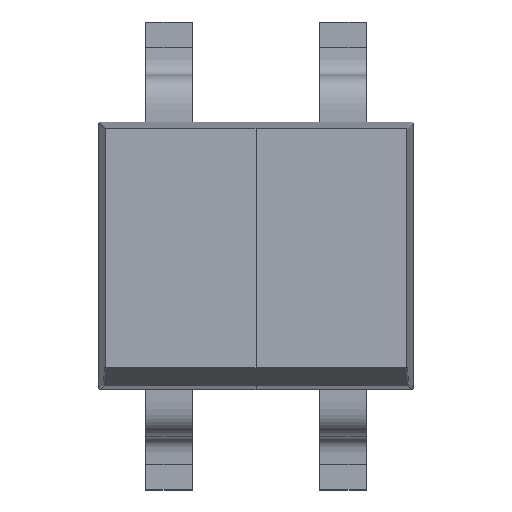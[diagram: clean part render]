
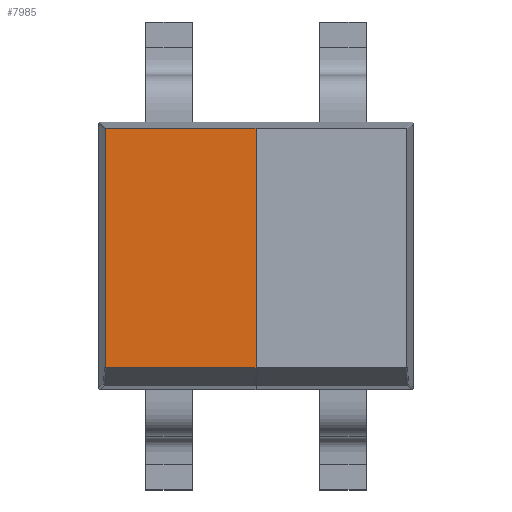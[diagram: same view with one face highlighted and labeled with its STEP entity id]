
A CAD part, top view. The second image highlights one B-rep face of the part: STEP entity #7985.
In plain terms, the highlighted planar face has unit normal (0, 0, 1).
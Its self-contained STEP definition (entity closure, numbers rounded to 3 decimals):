
#7985 = ADVANCED_FACE('',(#7986),#8000,.T.);
#7986 = FACE_BOUND('',#7987,.T.);
#7987 = EDGE_LOOP('',(#7988,#8011,#8035,#8051,#8067,#8083));
#7988 = ORIENTED_EDGE('',*,*,#7989,.T.);
#7989 = EDGE_CURVE('',#7990,#7992,#7994,.T.);
#7990 = VERTEX_POINT('',#7991);
#7991 = CARTESIAN_POINT('',(-2.255,1.876,
    2.5));
#7992 = VERTEX_POINT('',#7993);
#7993 = CARTESIAN_POINT('',(-2.255,-1.645,
    2.5));
#7994 = SURFACE_CURVE('',#7995,(#7999),.PCURVE_S1.);
#7995 = LINE('',#7996,#7997);
#7996 = CARTESIAN_POINT('',(-2.255,1.876,
    2.5));
#7997 = VECTOR('',#7998,1.);
#7998 = DIRECTION('',(0.,-1.,0.));
#7999 = PCURVE('',#8000,#8005);
#8000 = PLANE('',#8001);
#8001 = AXIS2_PLACEMENT_3D('',#8002,#8003,#8004);
#8002 = CARTESIAN_POINT('',(-1.128,1.905,
    2.5));
#8003 = DIRECTION('',(0.,0.,1.));
#8004 = DIRECTION('',(1.,0.,0.));
#8005 = DEFINITIONAL_REPRESENTATION('',(#8006),#8010);
#8006 = LINE('',#8007,#8008);
#8007 = CARTESIAN_POINT('',(-1.128,-0.029));
#8008 = VECTOR('',#8009,1.);
#8009 = DIRECTION('',(0.,-1.));
#8010 = ( GEOMETRIC_REPRESENTATION_CONTEXT(2) 
PARAMETRIC_REPRESENTATION_CONTEXT() REPRESENTATION_CONTEXT('2D SPACE',''
  ) );
#8011 = ORIENTED_EDGE('',*,*,#8012,.T.);
#8012 = EDGE_CURVE('',#7992,#8013,#8015,.T.);
#8013 = VERTEX_POINT('',#8014);
#8014 = CARTESIAN_POINT('',(-2.227,-1.679,
    2.5));
#8015 = SURFACE_CURVE('',#8016,(#8024),.PCURVE_S1.);
#8016 = B_SPLINE_CURVE_WITH_KNOTS('',3,(#8017,#8018,#8019,#8020,#8021,
    #8022,#8023),.UNSPECIFIED.,.F.,.F.,(4,3,4),(0.,
    0.003,0.005),.UNSPECIFIED.);
#8017 = CARTESIAN_POINT('',(-2.255,-1.645,
    2.5));
#8018 = CARTESIAN_POINT('',(-2.255,-1.652,
    2.5));
#8019 = CARTESIAN_POINT('',(-2.254,-1.667,
    2.5));
#8020 = CARTESIAN_POINT('',(-2.25,-1.672,
    2.5));
#8021 = CARTESIAN_POINT('',(-2.245,-1.678,
    2.5));
#8022 = CARTESIAN_POINT('',(-2.232,-1.679,
    2.5));
#8023 = CARTESIAN_POINT('',(-2.227,-1.679,
    2.5));
#8024 = PCURVE('',#8000,#8025);
#8025 = DEFINITIONAL_REPRESENTATION('',(#8026),#8034);
#8026 = B_SPLINE_CURVE_WITH_KNOTS('',3,(#8027,#8028,#8029,#8030,#8031,
    #8032,#8033),.UNSPECIFIED.,.F.,.F.,(4,3,4),(0.,
    0.003,0.005),.UNSPECIFIED.);
#8027 = CARTESIAN_POINT('',(-1.128,-3.55));
#8028 = CARTESIAN_POINT('',(-1.128,-3.557));
#8029 = CARTESIAN_POINT('',(-1.127,-3.572));
#8030 = CARTESIAN_POINT('',(-1.122,-3.578));
#8031 = CARTESIAN_POINT('',(-1.118,-3.583));
#8032 = CARTESIAN_POINT('',(-1.104,-3.584));
#8033 = CARTESIAN_POINT('',(-1.099,-3.584));
#8034 = ( GEOMETRIC_REPRESENTATION_CONTEXT(2) 
PARAMETRIC_REPRESENTATION_CONTEXT() REPRESENTATION_CONTEXT('2D SPACE',''
  ) );
#8035 = ORIENTED_EDGE('',*,*,#8036,.T.);
#8036 = EDGE_CURVE('',#8013,#8037,#8039,.T.);
#8037 = VERTEX_POINT('',#8038);
#8038 = CARTESIAN_POINT('',(0.,-1.679,
    2.5));
#8039 = SURFACE_CURVE('',#8040,(#8044),.PCURVE_S1.);
#8040 = LINE('',#8041,#8042);
#8041 = CARTESIAN_POINT('',(-2.227,-1.679,
    2.5));
#8042 = VECTOR('',#8043,1.);
#8043 = DIRECTION('',(1.,0.,0.));
#8044 = PCURVE('',#8000,#8045);
#8045 = DEFINITIONAL_REPRESENTATION('',(#8046),#8050);
#8046 = LINE('',#8047,#8048);
#8047 = CARTESIAN_POINT('',(-1.099,-3.584));
#8048 = VECTOR('',#8049,1.);
#8049 = DIRECTION('',(1.,0.));
#8050 = ( GEOMETRIC_REPRESENTATION_CONTEXT(2) 
PARAMETRIC_REPRESENTATION_CONTEXT() REPRESENTATION_CONTEXT('2D SPACE',''
  ) );
#8051 = ORIENTED_EDGE('',*,*,#8052,.T.);
#8052 = EDGE_CURVE('',#8037,#8053,#8055,.T.);
#8053 = VERTEX_POINT('',#8054);
#8054 = CARTESIAN_POINT('',(0.,1.905,
    2.5));
#8055 = SURFACE_CURVE('',#8056,(#8060),.PCURVE_S1.);
#8056 = LINE('',#8057,#8058);
#8057 = CARTESIAN_POINT('',(0.,-1.679,
    2.5));
#8058 = VECTOR('',#8059,1.);
#8059 = DIRECTION('',(0.,1.,0.));
#8060 = PCURVE('',#8000,#8061);
#8061 = DEFINITIONAL_REPRESENTATION('',(#8062),#8066);
#8062 = LINE('',#8063,#8064);
#8063 = CARTESIAN_POINT('',(1.128,-3.584));
#8064 = VECTOR('',#8065,1.);
#8065 = DIRECTION('',(0.,1.));
#8066 = ( GEOMETRIC_REPRESENTATION_CONTEXT(2) 
PARAMETRIC_REPRESENTATION_CONTEXT() REPRESENTATION_CONTEXT('2D SPACE',''
  ) );
#8067 = ORIENTED_EDGE('',*,*,#8068,.T.);
#8068 = EDGE_CURVE('',#8053,#8069,#8071,.T.);
#8069 = VERTEX_POINT('',#8070);
#8070 = CARTESIAN_POINT('',(-2.226,1.905,2.5)
  );
#8071 = SURFACE_CURVE('',#8072,(#8076),.PCURVE_S1.);
#8072 = LINE('',#8073,#8074);
#8073 = CARTESIAN_POINT('',(0.,1.905,
    2.5));
#8074 = VECTOR('',#8075,1.);
#8075 = DIRECTION('',(-1.,0.,0.));
#8076 = PCURVE('',#8000,#8077);
#8077 = DEFINITIONAL_REPRESENTATION('',(#8078),#8082);
#8078 = LINE('',#8079,#8080);
#8079 = CARTESIAN_POINT('',(1.128,0.));
#8080 = VECTOR('',#8081,1.);
#8081 = DIRECTION('',(-1.,0.));
#8082 = ( GEOMETRIC_REPRESENTATION_CONTEXT(2) 
PARAMETRIC_REPRESENTATION_CONTEXT() REPRESENTATION_CONTEXT('2D SPACE',''
  ) );
#8083 = ORIENTED_EDGE('',*,*,#8084,.T.);
#8084 = EDGE_CURVE('',#8069,#7990,#8085,.T.);
#8085 = SURFACE_CURVE('',#8086,(#8097),.PCURVE_S1.);
#8086 = B_SPLINE_CURVE_WITH_KNOTS('',3,(#8087,#8088,#8089,#8090,#8091,
    #8092,#8093,#8094,#8095,#8096),.UNSPECIFIED.,.F.,.F.,(4,3,3,4),(
    0.,0.002,0.003,0.005),
  .UNSPECIFIED.);
#8087 = CARTESIAN_POINT('',(-2.226,1.905,2.5)
  );
#8088 = CARTESIAN_POINT('',(-2.231,1.905,
    2.5));
#8089 = CARTESIAN_POINT('',(-2.236,1.905,
    2.5));
#8090 = CARTESIAN_POINT('',(-2.241,1.903,
    2.5));
#8091 = CARTESIAN_POINT('',(-2.246,1.902,2.5
    ));
#8092 = CARTESIAN_POINT('',(-2.252,1.898,
    2.5));
#8093 = CARTESIAN_POINT('',(-2.253,1.891,
    2.5));
#8094 = CARTESIAN_POINT('',(-2.255,1.887,
    2.5));
#8095 = CARTESIAN_POINT('',(-2.255,1.881,
    2.5));
#8096 = CARTESIAN_POINT('',(-2.255,1.876,
    2.5));
#8097 = PCURVE('',#8000,#8098);
#8098 = DEFINITIONAL_REPRESENTATION('',(#8099),#8110);
#8099 = B_SPLINE_CURVE_WITH_KNOTS('',3,(#8100,#8101,#8102,#8103,#8104,
    #8105,#8106,#8107,#8108,#8109),.UNSPECIFIED.,.F.,.F.,(4,3,3,4),(
    0.,0.002,0.003,0.005),
  .UNSPECIFIED.);
#8100 = CARTESIAN_POINT('',(-1.098,0.));
#8101 = CARTESIAN_POINT('',(-1.104,0.));
#8102 = CARTESIAN_POINT('',(-1.109,-0.001));
#8103 = CARTESIAN_POINT('',(-1.114,-0.002));
#8104 = CARTESIAN_POINT('',(-1.119,-0.003));
#8105 = CARTESIAN_POINT('',(-1.124,-0.007));
#8106 = CARTESIAN_POINT('',(-1.126,-0.014));
#8107 = CARTESIAN_POINT('',(-1.127,-0.019));
#8108 = CARTESIAN_POINT('',(-1.128,-0.024));
#8109 = CARTESIAN_POINT('',(-1.128,-0.029));
#8110 = ( GEOMETRIC_REPRESENTATION_CONTEXT(2) 
PARAMETRIC_REPRESENTATION_CONTEXT() REPRESENTATION_CONTEXT('2D SPACE',''
  ) );
